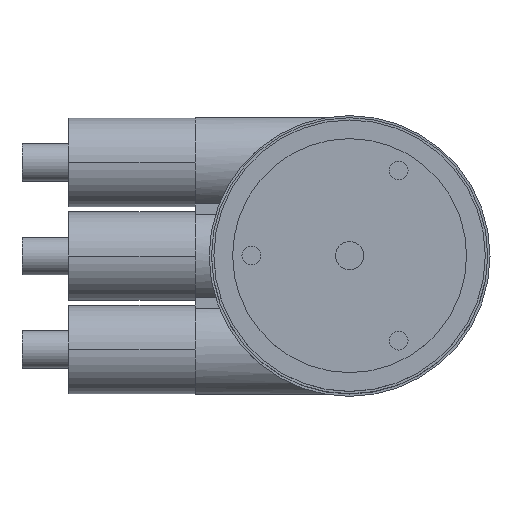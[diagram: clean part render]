
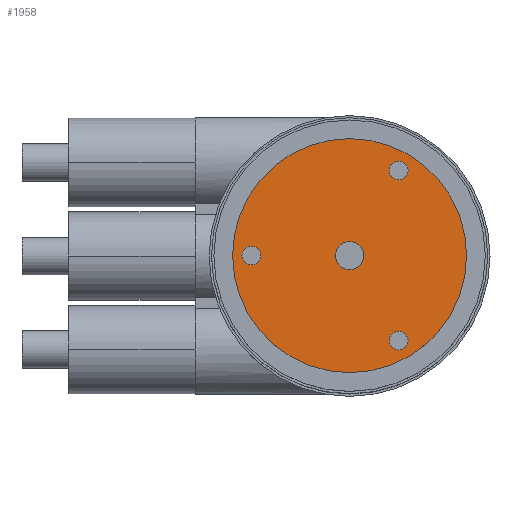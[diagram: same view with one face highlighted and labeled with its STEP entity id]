
A CAD part, top view. The second image highlights one B-rep face of the part: STEP entity #1958.
In plain terms, the highlighted planar face has unit normal (0, 0, 1).
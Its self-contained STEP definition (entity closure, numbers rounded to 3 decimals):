
#753=CARTESIAN_POINT('',(0.,0.,59.25));
#754=DIRECTION('',(0.,0.,-1.));
#755=DIRECTION('',(-1.,0.,0.));
#756=AXIS2_PLACEMENT_3D('',#753,#754,#755);
#761=CARTESIAN_POINT('',(0.,0.,59.25));
#762=DIRECTION('',(0.,0.,1.));
#763=DIRECTION('',(-1.,0.,0.));
#764=AXIS2_PLACEMENT_3D('',#761,#762,#763);
#769=CARTESIAN_POINT('',(-21.,0.,59.25));
#770=DIRECTION('',(0.,0.,1.));
#771=DIRECTION('',(-1.,0.,0.));
#772=AXIS2_PLACEMENT_3D('',#769,#770,#771);
#777=CARTESIAN_POINT('',(-21.,0.,59.25));
#778=DIRECTION('',(0.,0.,1.));
#779=DIRECTION('',(1.,0.,0.));
#780=AXIS2_PLACEMENT_3D('',#777,#778,#779);
#785=CARTESIAN_POINT('',(10.5,-18.187,59.25));
#786=DIRECTION('',(0.,0.,1.));
#787=DIRECTION('',(-1.,0.,0.));
#788=AXIS2_PLACEMENT_3D('',#785,#786,#787);
#793=CARTESIAN_POINT('',(10.5,-18.187,59.25));
#794=DIRECTION('',(0.,0.,1.));
#795=DIRECTION('',(1.,0.,0.));
#796=AXIS2_PLACEMENT_3D('',#793,#794,#795);
#801=CARTESIAN_POINT('',(10.5,18.187,59.25));
#802=DIRECTION('',(0.,0.,1.));
#803=DIRECTION('',(-1.,0.,0.));
#804=AXIS2_PLACEMENT_3D('',#801,#802,#803);
#809=CARTESIAN_POINT('',(10.5,18.187,59.25));
#810=DIRECTION('',(0.,0.,1.));
#811=DIRECTION('',(1.,0.,0.));
#812=AXIS2_PLACEMENT_3D('',#809,#810,#811);
#817=CARTESIAN_POINT('',(0.,0.,59.25));
#818=DIRECTION('',(0.,0.,1.));
#819=DIRECTION('',(-1.,0.,0.));
#820=AXIS2_PLACEMENT_3D('',#817,#818,#819);
#832=CARTESIAN_POINT('',(0.,0.,59.25));
#833=DIRECTION('',(0.,0.,-1.));
#834=DIRECTION('',(-1.,0.,0.));
#835=AXIS2_PLACEMENT_3D('',#832,#833,#834);
#1206=CARTESIAN_POINT('',(-25.,0.,59.25));
#1208=VERTEX_POINT('',#1206);
#1209=CARTESIAN_POINT('',(-3.,0.,59.25));
#1211=VERTEX_POINT('',#1209);
#1230=CARTESIAN_POINT('',(25.,0.,59.25));
#1232=VERTEX_POINT('',#1230);
#1233=CARTESIAN_POINT('',(3.,0.,59.25));
#1235=VERTEX_POINT('',#1233);
#1351=CARTESIAN_POINT('',(-23.,0.,59.25));
#1352=VERTEX_POINT('',#1351);
#1353=CARTESIAN_POINT('',(-19.,0.,59.25));
#1354=VERTEX_POINT('',#1353);
#1355=CARTESIAN_POINT('',(8.5,-18.187,59.25));
#1356=VERTEX_POINT('',#1355);
#1357=CARTESIAN_POINT('',(12.5,-18.187,59.25));
#1358=VERTEX_POINT('',#1357);
#1359=CARTESIAN_POINT('',(8.5,18.187,59.25));
#1360=VERTEX_POINT('',#1359);
#1361=CARTESIAN_POINT('',(12.5,18.187,59.25));
#1362=VERTEX_POINT('',#1361);
#1925=CARTESIAN_POINT('',(0.,0.,59.25));
#1926=DIRECTION('',(0.,0.,1.));
#1927=DIRECTION('',(-1.,0.,0.));
#1928=AXIS2_PLACEMENT_3D('',#1925,#1926,#1927);
#1929=PLANE('',#1928);
#1930=ORIENTED_EDGE('',*,*,#1920,.T.);
#1931=ORIENTED_EDGE('',*,*,#1904,.F.);
#1932=EDGE_LOOP('',(#1930,#1931));
#1933=FACE_OUTER_BOUND('',#1932,.F.);
#1935=ORIENTED_EDGE('',*,*,#1934,.T.);
#1937=ORIENTED_EDGE('',*,*,#1936,.F.);
#1938=EDGE_LOOP('',(#1935,#1937));
#1939=FACE_BOUND('',#1938,.F.);
#1941=ORIENTED_EDGE('',*,*,#1940,.T.);
#1943=ORIENTED_EDGE('',*,*,#1942,.T.);
#1944=EDGE_LOOP('',(#1941,#1943));
#1945=FACE_BOUND('',#1944,.F.);
#1947=ORIENTED_EDGE('',*,*,#1946,.T.);
#1949=ORIENTED_EDGE('',*,*,#1948,.T.);
#1950=EDGE_LOOP('',(#1947,#1949));
#1951=FACE_BOUND('',#1950,.F.);
#1953=ORIENTED_EDGE('',*,*,#1952,.T.);
#1955=ORIENTED_EDGE('',*,*,#1954,.T.);
#1956=EDGE_LOOP('',(#1953,#1955));
#1957=FACE_BOUND('',#1956,.F.);
#757=CIRCLE('',#756,25.);
#765=CIRCLE('',#764,25.);
#773=CIRCLE('',#772,2.);
#781=CIRCLE('',#780,2.);
#789=CIRCLE('',#788,2.);
#797=CIRCLE('',#796,2.);
#805=CIRCLE('',#804,2.);
#813=CIRCLE('',#812,2.);
#821=CIRCLE('',#820,3.);
#836=CIRCLE('',#835,3.);
#1904=EDGE_CURVE('',#1208,#1232,#765,.T.);
#1920=EDGE_CURVE('',#1208,#1232,#757,.T.);
#1934=EDGE_CURVE('',#1211,#1235,#821,.T.);
#1936=EDGE_CURVE('',#1211,#1235,#836,.T.);
#1940=EDGE_CURVE('',#1352,#1354,#773,.T.);
#1942=EDGE_CURVE('',#1354,#1352,#781,.T.);
#1946=EDGE_CURVE('',#1356,#1358,#789,.T.);
#1948=EDGE_CURVE('',#1358,#1356,#797,.T.);
#1952=EDGE_CURVE('',#1360,#1362,#805,.T.);
#1954=EDGE_CURVE('',#1362,#1360,#813,.T.);
#1958=ADVANCED_FACE('',(#1933,#1939,#1945,#1951,#1957),#1929,.T.);
